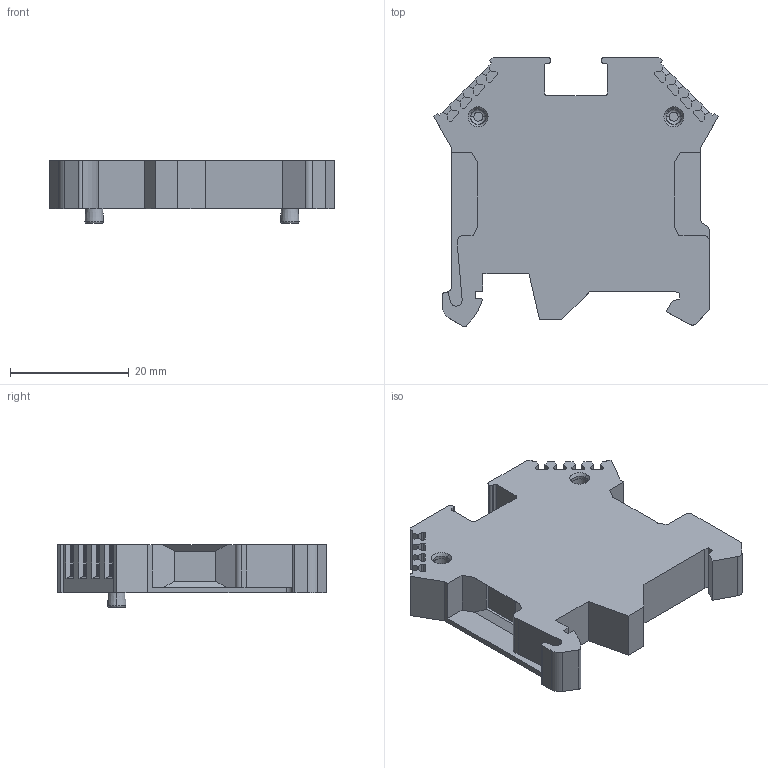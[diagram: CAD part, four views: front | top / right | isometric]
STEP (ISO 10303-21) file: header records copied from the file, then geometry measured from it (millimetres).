
FILE_DESCRIPTION((''),'2;1');
FILE_NAME('1749_4_RK6-10_PAGF_TS35_iso.stp','2009-01-20T',('Stollb'),(''),'PRO/ENGINEER BY PARAMETRIC TECHNOLOGY CORPORATION, 2007390','PRO/ENGINEER BY PARAMETRIC TECHNOLOGY CORPORATION, 2007390','');
FILE_SCHEMA(('CONFIG_CONTROL_DESIGN'));
Length unit declared in the file: millimetre
Products named in the file (1): RK100_35_ISO_STEP
Bounding box: 48 x 45.38 x 10.6 mm (x, y, z)
Volume: 11534.3 mm3; surface area: 5779.5 mm2
Topology: 1 solids, 1 shells, 271 faces, 737 edges, 474 vertices
Faces by surface type: plane 187, cylinder 56, cone 16, torus 8, sphere 4
Entity records: 8469 total; most frequent: CARTESIAN_POINT 1494, ORIENTED_EDGE 1466, DIRECTION 1419, EDGE_CURVE 733, VECTOR 581, LINE 581, VERTEX_POINT 474, AXIS2_PLACEMENT_3D 419
